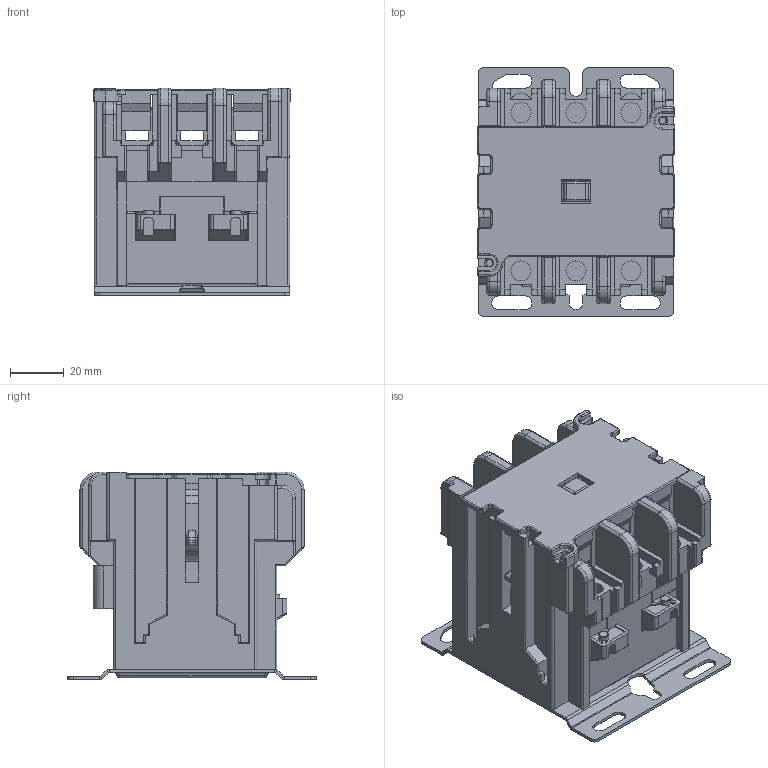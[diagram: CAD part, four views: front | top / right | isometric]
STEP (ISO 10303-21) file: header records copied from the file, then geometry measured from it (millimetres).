
FILE_DESCRIPTION((''),'2;1');
FILE_NAME('3P-60A__ASM','2021-06-11T',('LESTER'),(''),'PRO/ENGINEER BY PARAMETRIC TECHNOLOGY CORPORATION, 2017170','PRO/ENGINEER BY PARAMETRIC TECHNOLOGY CORPORATION, 2017170','');
FILE_SCHEMA(('CONFIG_CONTROL_DESIGN'));
Products named in the file (14): PRODUCT_40812; PRODUCT_35263_ASM; 60A____-58364_ASM; PRODUCT_24629_ASM; 60A__-20056; 60A_______ASM; PRODUCT_59431; PRODUCT_66256; PRODUCT_36411_ASM; PRODUCT_29570; 60A__-75660; 60A__-26975; 3P-60A___ASM; 3P-60A__ASM
Assembly tree (20 placements, depth 4):
  3P-60A__ASM
    3P-60A___ASM
      60A____-58364_ASM
        PRODUCT_40812
        PRODUCT_35263_ASM  x6
      60A_______ASM
        PRODUCT_24629_ASM  x3
        60A__-20056
      PRODUCT_36411_ASM
        PRODUCT_59431
        PRODUCT_66256
      PRODUCT_29570
      60A__-75660
      60A__-26975
Bounding box: 73.5 x 92.5 x 77.5 mm (x, y, z)
Surface area: 112678.9 mm2 (no closed solid volume)
Topology: 0 solids, 7 shells, 2283 faces, 6136 edges, 3880 vertices
Faces by surface type: plane 1288, cylinder 725, torus 152, bspline 72, cone 32, sphere 14
Entity records: 73643 total; most frequent: CARTESIAN_POINT 15781, ORIENTED_EDGE 12224, DIRECTION 11951, EDGE_CURVE 6112, VECTOR 4257, LINE 4257, VERTEX_POINT 3880, AXIS2_PLACEMENT_3D 3847
